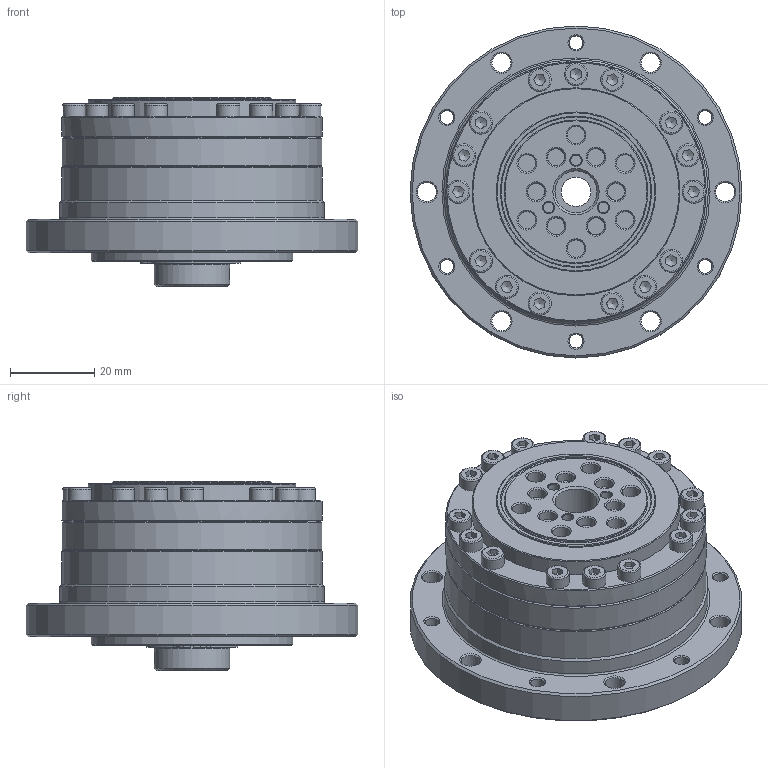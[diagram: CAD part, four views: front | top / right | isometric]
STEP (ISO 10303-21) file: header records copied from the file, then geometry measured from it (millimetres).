
FILE_DESCRIPTION(/* description */ (''),/* implementation_level */ '2;1');
FILE_NAME(/* name */ 'AK0002D1-修改.stp',/* time_stamp */ '2018-12-07T16:42:47+08:00',/* author */ ('yin210'),/* organization */ (''),/* preprocessor_version */ 'ST-DEVELOPER v15.2',/* originating_system */ 'Autodesk Inventor 2014',/* authorisation */ '');
FILE_SCHEMA (('AUTOMOTIVE_DESIGN { 1 0 10303 214 3 1 1 }'));
Length unit declared in the file: centimetre
Products named in the file (1): AK0002D1-修改
Bounding box: 79 x 79 x 45 mm (x, y, z)
Volume: 119218.6 mm3; surface area: 25760.6 mm2
Topology: 1 solids, 1 shells, 549 faces, 1350 edges, 836 vertices
Faces by surface type: plane 210, cylinder 169, cone 80, torus 65, sphere 23, bspline 2
Full cylindrical faces by diameter (mm): 1.7 x2, 2.459 x2, 2.5 x3, 3.242 x6, 4.134 x12, 4.5 x6, 5.5 x15, 7 x1, 8 x1, 10 x1, 10.5 x1, 17 x1, 18 x1, 24.5 x1, 27 x1, 29.8 x1, 32.46 x1, 33.8 x1, 36 x1, 38 x1, 39.66 x1, 41.72 x1, 48 x1, 49.5 x1, 54.4 x1, 60 x1, 62 x3, 63 x1, 79 x1
Entity records: 15103 total; most frequent: CARTESIAN_POINT 2902, DIRECTION 2682, ORIENTED_EDGE 2160, AXIS2_PLACEMENT_3D 1196, EDGE_CURVE 1034, EDGE_LOOP 806, VERTEX_POINT 714, CIRCLE 648
